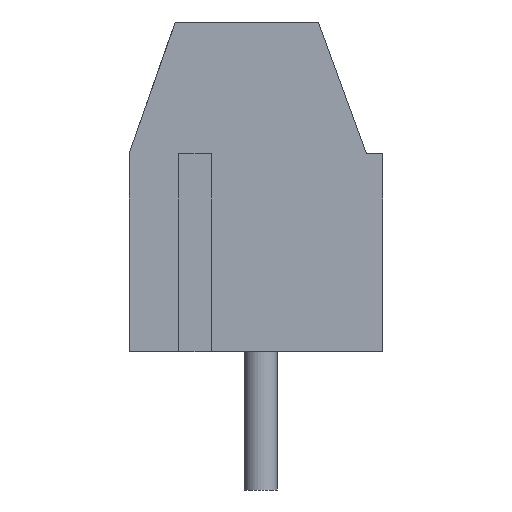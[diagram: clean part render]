
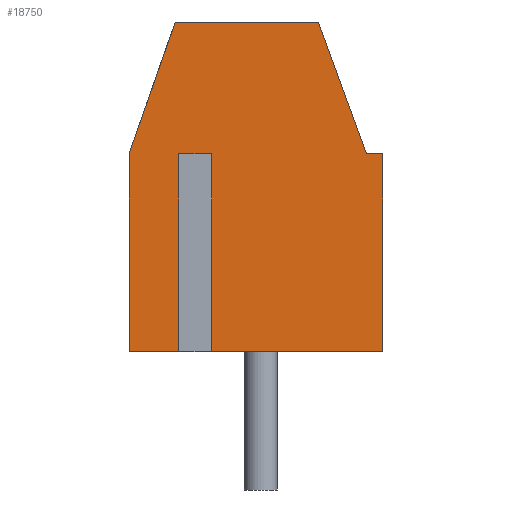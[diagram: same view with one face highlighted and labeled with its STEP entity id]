
A CAD part, left-side view. The second image highlights one B-rep face of the part: STEP entity #18750.
In plain terms, the highlighted planar face has unit normal (-1, 0, 0).
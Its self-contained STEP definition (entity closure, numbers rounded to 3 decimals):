
#4 = VECTOR ( 'NONE', #4916, 1000. ) ;
#57 = DIRECTION ( 'NONE',  ( 0., 0., 1. ) ) ;
#115 = CARTESIAN_POINT ( 'NONE',  ( -5., 4., 9.9 ) ) ;
#341 = ORIENTED_EDGE ( 'NONE', *, *, #887, .F. ) ;
#761 = VECTOR ( 'NONE', #19310, 1000. ) ;
#887 = EDGE_CURVE ( 'NONE', #6389, #17785, #12361, .T. ) ;
#906 = EDGE_CURVE ( 'NONE', #17785, #12368, #18768, .T. ) ;
#928 = DIRECTION ( 'NONE',  ( 0., 1., 0. ) ) ;
#1025 = CARTESIAN_POINT ( 'NONE',  ( -5., -3.7, 5.9 ) ) ;
#1060 = VECTOR ( 'NONE', #3786, 1000. ) ;
#1135 = DIRECTION ( 'NONE',  ( 0., -1., 0. ) ) ;
#1264 = DIRECTION ( 'NONE',  ( 0., 0., 1. ) ) ;
#1327 = CARTESIAN_POINT ( 'NONE',  ( -5., 1.5, -0.1 ) ) ;
#1371 = LINE ( 'NONE', #115, #10733 ) ;
#2402 = CARTESIAN_POINT ( 'NONE',  ( -5., -3.7, -0.1 ) ) ;
#2615 = LINE ( 'NONE', #2402, #12907 ) ;
#3020 = LINE ( 'NONE', #7925, #20693 ) ;
#3031 = ORIENTED_EDGE ( 'NONE', *, *, #12328, .F. ) ;
#3059 = CARTESIAN_POINT ( 'NONE',  ( -5., 1.5, -0.1 ) ) ;
#3227 = LINE ( 'NONE', #3550, #4 ) ;
#3496 = CARTESIAN_POINT ( 'NONE',  ( -5., -3.7, 5.9 ) ) ;
#3550 = CARTESIAN_POINT ( 'NONE',  ( -5., -1.744, 9.9 ) ) ;
#3786 = DIRECTION ( 'NONE',  ( 0., 1., 0. ) ) ;
#4019 = EDGE_CURVE ( 'NONE', #9667, #19211, #3020, .T. ) ;
#4020 = LINE ( 'NONE', #4125, #20610 ) ;
#4125 = CARTESIAN_POINT ( 'NONE',  ( -5., 2.6, 9.9 ) ) ;
#4510 = ORIENTED_EDGE ( 'NONE', *, *, #20293, .F. ) ;
#4793 = CARTESIAN_POINT ( 'NONE',  ( -5., 2.5, 5.9 ) ) ;
#4822 = DIRECTION ( 'NONE',  ( 1., 0., 0. ) ) ;
#4916 = DIRECTION ( 'NONE',  ( 0., -0.342, -0.94 ) ) ;
#4929 = DIRECTION ( 'NONE',  ( 0., 1., 0. ) ) ;
#5510 = VERTEX_POINT ( 'NONE', #1327 ) ;
#5618 = ORIENTED_EDGE ( 'NONE', *, *, #13196, .F. ) ;
#5828 = AXIS2_PLACEMENT_3D ( 'NONE', #14563, #4822, #4929 ) ;
#5833 = ORIENTED_EDGE ( 'NONE', *, *, #8560, .F. ) ;
#6121 = CARTESIAN_POINT ( 'NONE',  ( -5., 2.5, -0.1 ) ) ;
#6389 = VERTEX_POINT ( 'NONE', #20644 ) ;
#6539 = ORIENTED_EDGE ( 'NONE', *, *, #12326, .F. ) ;
#6542 = PLANE ( 'NONE',  #5828 ) ;
#6701 = CARTESIAN_POINT ( 'NONE',  ( -5., 4., 5.9 ) ) ;
#7493 = CARTESIAN_POINT ( 'NONE',  ( -5., 4., -0.1 ) ) ;
#7925 = CARTESIAN_POINT ( 'NONE',  ( -5., 4., -0.1 ) ) ;
#7986 = CARTESIAN_POINT ( 'NONE',  ( -5., 1.5, 5.9 ) ) ;
#8560 = EDGE_CURVE ( 'NONE', #15901, #17162, #1371, .T. ) ;
#8586 = LINE ( 'NONE', #15103, #1060 ) ;
#9458 = CARTESIAN_POINT ( 'NONE',  ( -5., 2.5, 5.9 ) ) ;
#9667 = VERTEX_POINT ( 'NONE', #7493 ) ;
#9704 = EDGE_CURVE ( 'NONE', #17162, #6389, #3227, .T. ) ;
#10177 = CARTESIAN_POINT ( 'NONE',  ( -5., -1.744, 9.9 ) ) ;
#10238 = ORIENTED_EDGE ( 'NONE', *, *, #4019, .F. ) ;
#10472 = CARTESIAN_POINT ( 'NONE',  ( -5., -3.7, -0.1 ) ) ;
#10733 = VECTOR ( 'NONE', #14297, 1000. ) ;
#11019 = EDGE_CURVE ( 'NONE', #19132, #11558, #19035, .T. ) ;
#11511 = FACE_OUTER_BOUND ( 'NONE', #18084, .T. ) ;
#11558 = VERTEX_POINT ( 'NONE', #4793 ) ;
#11671 = VECTOR ( 'NONE', #13950, 1000. ) ;
#12015 = EDGE_CURVE ( 'NONE', #19211, #15901, #4020, .T. ) ;
#12326 = EDGE_CURVE ( 'NONE', #12866, #9667, #8586, .T. ) ;
#12328 = EDGE_CURVE ( 'NONE', #12368, #5510, #2615, .T. ) ;
#12361 = LINE ( 'NONE', #20151, #19734 ) ;
#12368 = VERTEX_POINT ( 'NONE', #10472 ) ;
#12849 = CARTESIAN_POINT ( 'NONE',  ( -5., 2.6, 9.9 ) ) ;
#12866 = VERTEX_POINT ( 'NONE', #19671 ) ;
#12907 = VECTOR ( 'NONE', #928, 1000. ) ;
#13196 = EDGE_CURVE ( 'NONE', #11558, #12866, #14469, .T. ) ;
#13563 = ORIENTED_EDGE ( 'NONE', *, *, #12015, .F. ) ;
#13610 = VECTOR ( 'NONE', #1264, 1000. ) ;
#13950 = DIRECTION ( 'NONE',  ( 0., 0., -1. ) ) ;
#14297 = DIRECTION ( 'NONE',  ( 0., -1., 0. ) ) ;
#14469 = LINE ( 'NONE', #6121, #761 ) ;
#14563 = CARTESIAN_POINT ( 'NONE',  ( -5., 0.15, -0.1 ) ) ;
#15103 = CARTESIAN_POINT ( 'NONE',  ( -5., -3.7, -0.1 ) ) ;
#15892 = VECTOR ( 'NONE', #17348, 1000. ) ;
#15901 = VERTEX_POINT ( 'NONE', #12849 ) ;
#16753 = ORIENTED_EDGE ( 'NONE', *, *, #9704, .F. ) ;
#17031 = ORIENTED_EDGE ( 'NONE', *, *, #11019, .F. ) ;
#17118 = DIRECTION ( 'NONE',  ( 0., -0.33, 0.944 ) ) ;
#17162 = VERTEX_POINT ( 'NONE', #10177 ) ;
#17348 = DIRECTION ( 'NONE',  ( 0., 1., 0. ) ) ;
#17785 = VERTEX_POINT ( 'NONE', #3496 ) ;
#18084 = EDGE_LOOP ( 'NONE', ( #6539, #5618, #17031, #4510, #3031, #18773, #341, #16753, #5833, #13563, #10238 ) ) ;
#18750 = ADVANCED_FACE ( 'NONE', ( #11511 ), #6542, .F. ) ;
#18768 = LINE ( 'NONE', #1025, #11671 ) ;
#18773 = ORIENTED_EDGE ( 'NONE', *, *, #906, .F. ) ;
#19035 = LINE ( 'NONE', #9458, #15892 ) ;
#19126 = LINE ( 'NONE', #3059, #13610 ) ;
#19132 = VERTEX_POINT ( 'NONE', #7986 ) ;
#19211 = VERTEX_POINT ( 'NONE', #6701 ) ;
#19310 = DIRECTION ( 'NONE',  ( 0., 0., -1. ) ) ;
#19671 = CARTESIAN_POINT ( 'NONE',  ( -5., 2.5, -0.1 ) ) ;
#19734 = VECTOR ( 'NONE', #1135, 1000. ) ;
#20151 = CARTESIAN_POINT ( 'NONE',  ( -5., -3.2, 5.9 ) ) ;
#20293 = EDGE_CURVE ( 'NONE', #5510, #19132, #19126, .T. ) ;
#20610 = VECTOR ( 'NONE', #17118, 1000. ) ;
#20644 = CARTESIAN_POINT ( 'NONE',  ( -5., -3.2, 5.9 ) ) ;
#20693 = VECTOR ( 'NONE', #57, 1000. ) ;
